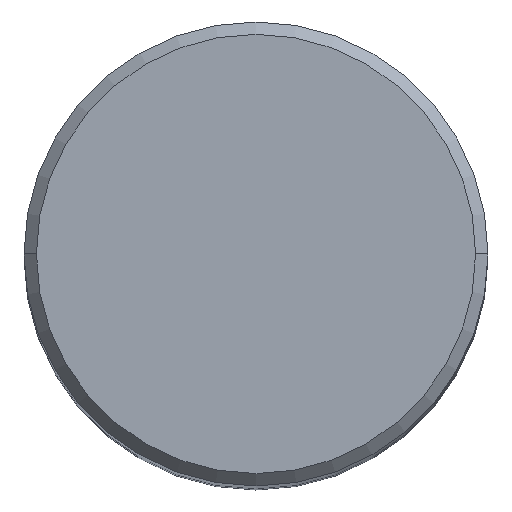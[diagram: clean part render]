
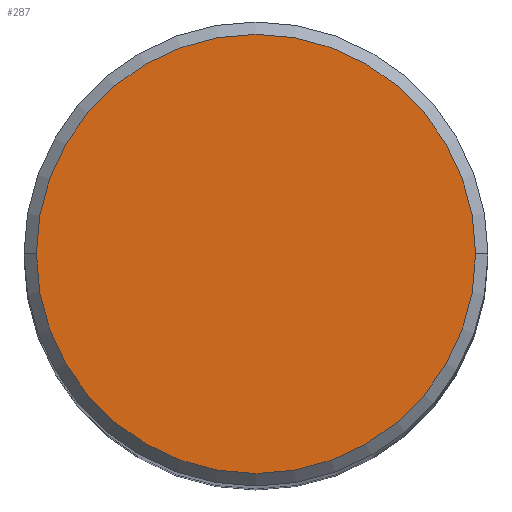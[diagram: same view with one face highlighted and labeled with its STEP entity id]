
A CAD part, top view. The second image highlights one B-rep face of the part: STEP entity #287.
In plain terms, the highlighted planar face has unit normal (0, 0, 1).
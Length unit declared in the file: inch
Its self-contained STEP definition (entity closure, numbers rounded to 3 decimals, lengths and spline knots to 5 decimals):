
#14 = FACE_OUTER_BOUND ( 'NONE', #159, .T. ) ;
#20 = AXIS2_PLACEMENT_3D ( 'NONE', #357, #56, #192 ) ;
#36 = DIRECTION ( 'NONE',  ( 0., 0., 1. ) ) ;
#45 = ORIENTED_EDGE ( 'NONE', *, *, #82, .T. ) ;
#56 = DIRECTION ( 'NONE',  ( 0., 0., 1. ) ) ;
#80 = VERTEX_POINT ( 'NONE', #226 ) ;
#82 = EDGE_CURVE ( 'NONE', #100, #80, #352, .T. ) ;
#100 = VERTEX_POINT ( 'NONE', #163 ) ;
#132 = DIRECTION ( 'NONE',  ( 0., 0., -1. ) ) ;
#133 = ORIENTED_EDGE ( 'NONE', *, *, #364, .T. ) ;
#149 = AXIS2_PLACEMENT_3D ( 'NONE', #336, #36, #213 ) ;
#159 = EDGE_LOOP ( 'NONE', ( #133, #45 ) ) ;
#163 = CARTESIAN_POINT ( 'NONE',  ( 0.355, 0., 0. ) ) ;
#167 = AXIS2_PLACEMENT_3D ( 'NONE', #308, #132, #168 ) ;
#168 = DIRECTION ( 'NONE',  ( -1., 0., 0. ) ) ;
#192 = DIRECTION ( 'NONE',  ( 1., 0., 0. ) ) ;
#213 = DIRECTION ( 'NONE',  ( 1., 0., 0. ) ) ;
#226 = CARTESIAN_POINT ( 'NONE',  ( -0.355, 0., 0. ) ) ;
#247 = PLANE ( 'NONE',  #167 ) ;
#287 = ADVANCED_FACE ( 'NONE', ( #14 ), #247, .F. ) ;
#308 = CARTESIAN_POINT ( 'NONE',  ( 0., 0.355, 0. ) ) ;
#336 = CARTESIAN_POINT ( 'NONE',  ( 0., 0., 0. ) ) ;
#352 = CIRCLE ( 'NONE', #20, 0.355 ) ;
#357 = CARTESIAN_POINT ( 'NONE',  ( 0., 0., 0. ) ) ;
#364 = EDGE_CURVE ( 'NONE', #80, #100, #377, .T. ) ;
#377 = CIRCLE ( 'NONE', #149, 0.355 ) ;
